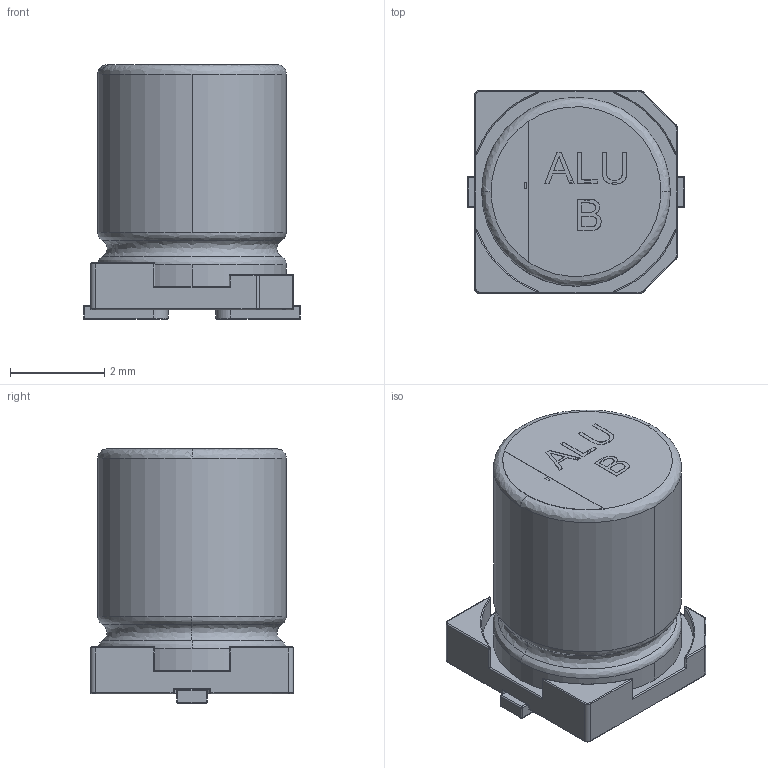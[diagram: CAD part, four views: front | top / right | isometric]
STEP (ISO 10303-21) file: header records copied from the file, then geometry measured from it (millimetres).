
FILE_DESCRIPTION (( 'STEP AP214' ), '1' );
FILE_NAME ('User Library-ALU-B.STEP', '2012-04-01T02:44:49', ( 'sysAdmin' ), ( 'SolidWorks' ), 'SwSTEP 2.0', 'SolidWorks 2012', '' );
FILE_SCHEMA (( 'AUTOMOTIVE_DESIGN' ));
Length unit declared in the file: centimetre
Products named in the file (5): User Library-ALU-B_Beschriftung_1; User Library-ALU-B_K_X_F6rper_1; User Library-ALU-B_Fuss_1; User Library-ALU-B_Pins_1; User Library-ALU-B
Assembly tree (4 placements, depth 2):
  User Library-ALU-B
    User Library-ALU-B_Pins_1
    User Library-ALU-B_Fuss_1
    User Library-ALU-B_K_X_F6rper_1
    User Library-ALU-B_Beschriftung_1
Bounding box: 4.6 x 4.3 x 5.4 mm (x, y, z)
Volume: 68.4 mm3; surface area: 149.8 mm2
Topology: 4 solids, 4 shells, 320 faces, 810 edges, 501 vertices
Faces by surface type: plane 144, bspline 94, cylinder 82
Entity records: 13718 total; most frequent: CARTESIAN_POINT 2880, ORIENTED_EDGE 1588, DIRECTION 1308, EDGE_CURVE 794, VERTEX_POINT 501, VECTOR 474, LINE 474, AXIS2_PLACEMENT_3D 417
